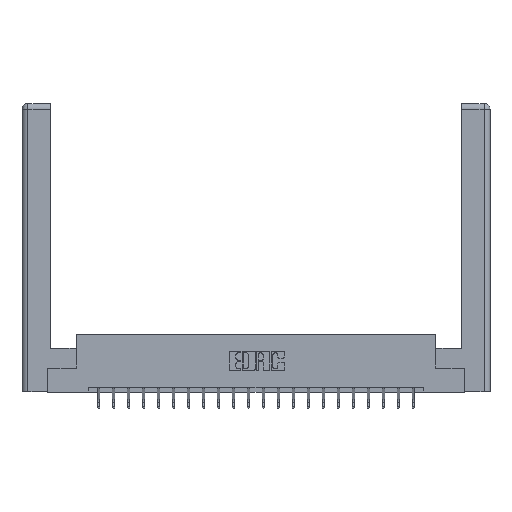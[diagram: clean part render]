
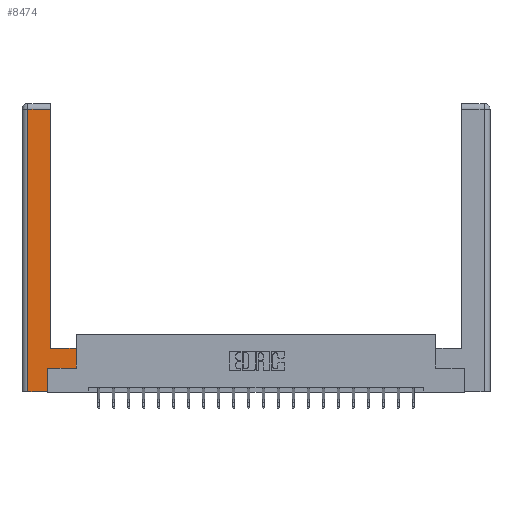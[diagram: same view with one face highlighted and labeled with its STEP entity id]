
A CAD part, top view. The second image highlights one B-rep face of the part: STEP entity #8474.
In plain terms, the highlighted planar face has unit normal (0, 0, 1).
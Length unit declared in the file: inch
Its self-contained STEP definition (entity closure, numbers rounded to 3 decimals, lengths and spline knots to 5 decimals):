
#95 = CARTESIAN_POINT ( 'NONE',  ( 0.565, 0.45, 0. ) ) ;
#182 = DIRECTION ( 'NONE',  ( 0., 0., -1. ) ) ;
#339 = VECTOR ( 'NONE', #20699, 39.37008 ) ;
#350 = ORIENTED_EDGE ( 'NONE', *, *, #9794, .T. ) ;
#1029 = CARTESIAN_POINT ( 'NONE',  ( 0.265, 0., 0. ) ) ;
#1865 = CARTESIAN_POINT ( 'NONE',  ( 0.265, 0., 0. ) ) ;
#2193 = DIRECTION ( 'NONE',  ( -1., 0., 0. ) ) ;
#2266 = EDGE_CURVE ( 'NONE', #22363, #16886, #16484, .T. ) ;
#2346 = VECTOR ( 'NONE', #9641, 39.37008 ) ;
#2866 = VECTOR ( 'NONE', #7308, 39.37008 ) ;
#3439 = ORIENTED_EDGE ( 'NONE', *, *, #21433, .T. ) ;
#3765 = DIRECTION ( 'NONE',  ( 0., 1., 0. ) ) ;
#4064 = VERTEX_POINT ( 'NONE', #95 ) ;
#4164 = VECTOR ( 'NONE', #14734, 39.37008 ) ;
#4824 = ORIENTED_EDGE ( 'NONE', *, *, #16049, .T. ) ;
#5035 = LINE ( 'NONE', #17460, #6936 ) ;
#5226 = LINE ( 'NONE', #12183, #339 ) ;
#5843 = VECTOR ( 'NONE', #3765, 39.37008 ) ;
#6936 = VECTOR ( 'NONE', #8821, 39.37008 ) ;
#7308 = DIRECTION ( 'NONE',  ( 0., 1., 0. ) ) ;
#8400 = ORIENTED_EDGE ( 'NONE', *, *, #2266, .T. ) ;
#8474 = ADVANCED_FACE ( 'NONE', ( #14529 ), #17449, .F. ) ;
#8811 = CARTESIAN_POINT ( 'NONE',  ( 0., 0., 0. ) ) ;
#8819 = LINE ( 'NONE', #1029, #4164 ) ;
#8821 = DIRECTION ( 'NONE',  ( 1., 0., 0. ) ) ;
#8884 = CARTESIAN_POINT ( 'NONE',  ( 0.0615, 0., 0. ) ) ;
#9641 = DIRECTION ( 'NONE',  ( 0., -1., 0. ) ) ;
#9794 = EDGE_CURVE ( 'NONE', #21087, #20192, #20459, .T. ) ;
#10078 = EDGE_CURVE ( 'NONE', #4064, #21087, #5226, .T. ) ;
#10145 = ORIENTED_EDGE ( 'NONE', *, *, #15509, .T. ) ;
#10459 = CARTESIAN_POINT ( 'NONE',  ( 0.0615, 2.94, 0. ) ) ;
#11764 = VERTEX_POINT ( 'NONE', #19272 ) ;
#12183 = CARTESIAN_POINT ( 'NONE',  ( 0.295, 0.45, 0. ) ) ;
#12257 = DIRECTION ( 'NONE',  ( -1., 0., 0. ) ) ;
#12367 = VECTOR ( 'NONE', #13133, 39.37008 ) ;
#12394 = CARTESIAN_POINT ( 'NONE',  ( 0.565, 0.45, 0. ) ) ;
#12732 = LINE ( 'NONE', #8884, #2346 ) ;
#13133 = DIRECTION ( 'NONE',  ( 0., 1., 0. ) ) ;
#13340 = ORIENTED_EDGE ( 'NONE', *, *, #20146, .T. ) ;
#13405 = VECTOR ( 'NONE', #2193, 39.37008 ) ;
#13572 = CARTESIAN_POINT ( 'NONE',  ( 0.0615, 0., 0. ) ) ;
#13594 = AXIS2_PLACEMENT_3D ( 'NONE', #8811, #182, #12257 ) ;
#13895 = ORIENTED_EDGE ( 'NONE', *, *, #14440, .T. ) ;
#14060 = LINE ( 'NONE', #12394, #5843 ) ;
#14440 = EDGE_CURVE ( 'NONE', #16539, #21378, #12732, .T. ) ;
#14529 = FACE_OUTER_BOUND ( 'NONE', #20229, .T. ) ;
#14611 = CARTESIAN_POINT ( 'NONE',  ( 0.265, 0.245, 0. ) ) ;
#14734 = DIRECTION ( 'NONE',  ( 1., 0., 0. ) ) ;
#15509 = EDGE_CURVE ( 'NONE', #11764, #4064, #14060, .T. ) ;
#16049 = EDGE_CURVE ( 'NONE', #20192, #16539, #17187, .T. ) ;
#16484 = LINE ( 'NONE', #14611, #2866 ) ;
#16539 = VERTEX_POINT ( 'NONE', #10459 ) ;
#16886 = VERTEX_POINT ( 'NONE', #19216 ) ;
#17187 = LINE ( 'NONE', #19440, #13405 ) ;
#17449 = PLANE ( 'NONE',  #13594 ) ;
#17460 = CARTESIAN_POINT ( 'NONE',  ( 0.565, 0.245, 0. ) ) ;
#17948 = ORIENTED_EDGE ( 'NONE', *, *, #10078, .T. ) ;
#19216 = CARTESIAN_POINT ( 'NONE',  ( 0.265, 0.245, 0. ) ) ;
#19272 = CARTESIAN_POINT ( 'NONE',  ( 0.565, 0.245, 0. ) ) ;
#19440 = CARTESIAN_POINT ( 'NONE',  ( 0.0615, 2.94, 0. ) ) ;
#19513 = CARTESIAN_POINT ( 'NONE',  ( 0.295, 2.94, 0. ) ) ;
#20146 = EDGE_CURVE ( 'NONE', #16886, #11764, #5035, .T. ) ;
#20192 = VERTEX_POINT ( 'NONE', #19513 ) ;
#20229 = EDGE_LOOP ( 'NONE', ( #350, #4824, #13895, #3439, #8400, #13340, #10145, #17948 ) ) ;
#20380 = CARTESIAN_POINT ( 'NONE',  ( 0.295, 0.45, 0. ) ) ;
#20459 = LINE ( 'NONE', #21754, #12367 ) ;
#20699 = DIRECTION ( 'NONE',  ( -1., 0., 0. ) ) ;
#21087 = VERTEX_POINT ( 'NONE', #20380 ) ;
#21378 = VERTEX_POINT ( 'NONE', #13572 ) ;
#21433 = EDGE_CURVE ( 'NONE', #21378, #22363, #8819, .T. ) ;
#21754 = CARTESIAN_POINT ( 'NONE',  ( 0.295, 3., 0. ) ) ;
#22363 = VERTEX_POINT ( 'NONE', #1865 ) ;
